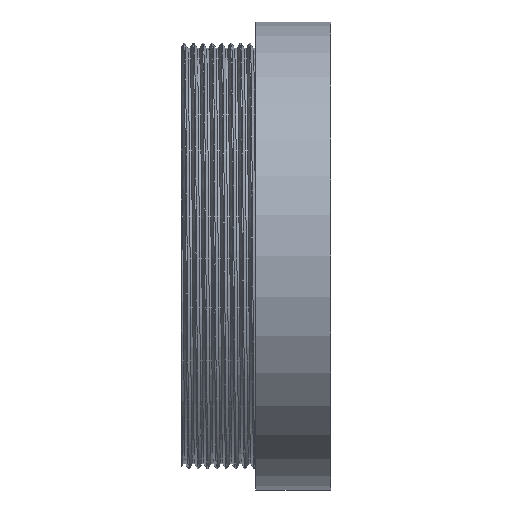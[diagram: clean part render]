
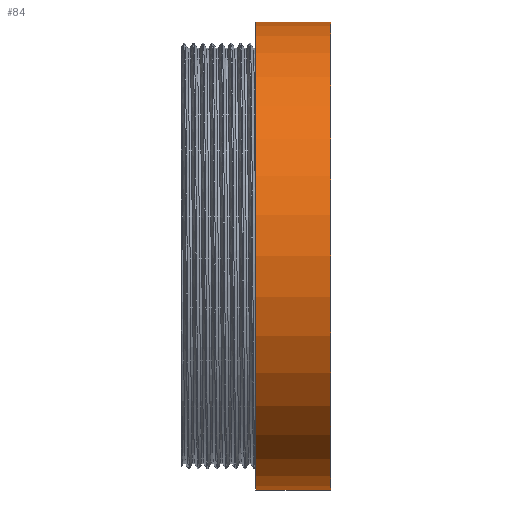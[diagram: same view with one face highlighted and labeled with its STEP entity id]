
A CAD part, front view. The second image highlights one B-rep face of the part: STEP entity #84.
In plain terms, the highlighted cylindrical face has radius 39.662 mm (diameter 79.324 mm), a partial arc.
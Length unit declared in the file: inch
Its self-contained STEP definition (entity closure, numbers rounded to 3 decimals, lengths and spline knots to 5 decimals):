
#84 = ADVANCED_FACE ( 'NONE', ( #189 ), #968, .T. ) ;
#184 = AXIS2_PLACEMENT_3D ( 'NONE', #2704, #1393, #2484 ) ;
#189 = FACE_OUTER_BOUND ( 'NONE', #2172, .T. ) ;
#424 = CARTESIAN_POINT ( 'NONE',  ( 0.995, 0., 0. ) ) ;
#443 = EDGE_CURVE ( 'NONE', #451, #1333, #619, .T. ) ;
#451 = VERTEX_POINT ( 'NONE', #671 ) ;
#459 = CIRCLE ( 'NONE', #184, 1.5615 ) ;
#619 = LINE ( 'NONE', #2399, #2180 ) ;
#627 = CARTESIAN_POINT ( 'NONE',  ( 0.495, 0., -1.5615 ) ) ;
#671 = CARTESIAN_POINT ( 'NONE',  ( 0.995, 0., 1.5615 ) ) ;
#681 = AXIS2_PLACEMENT_3D ( 'NONE', #3296, #704, #1720 ) ;
#704 = DIRECTION ( 'NONE',  ( -1., 0., 0. ) ) ;
#956 = VERTEX_POINT ( 'NONE', #2081 ) ;
#968 = CYLINDRICAL_SURFACE ( 'NONE', #681, 1.5615 ) ;
#1247 = VERTEX_POINT ( 'NONE', #627 ) ;
#1249 = CARTESIAN_POINT ( 'NONE',  ( 0.495, 0., 1.5615 ) ) ;
#1333 = VERTEX_POINT ( 'NONE', #1249 ) ;
#1393 = DIRECTION ( 'NONE',  ( -1., 0., 0. ) ) ;
#1398 = ORIENTED_EDGE ( 'NONE', *, *, #2392, .F. ) ;
#1580 = CARTESIAN_POINT ( 'NONE',  ( 0., 0., -1.5615 ) ) ;
#1690 = ORIENTED_EDGE ( 'NONE', *, *, #1900, .T. ) ;
#1720 = DIRECTION ( 'NONE',  ( 0., 0., 1. ) ) ;
#1794 = ORIENTED_EDGE ( 'NONE', *, *, #443, .T. ) ;
#1900 = EDGE_CURVE ( 'NONE', #956, #451, #3069, .T. ) ;
#2081 = CARTESIAN_POINT ( 'NONE',  ( 0.995, 0., -1.5615 ) ) ;
#2100 = DIRECTION ( 'NONE',  ( -1., 0., 0. ) ) ;
#2172 = EDGE_LOOP ( 'NONE', ( #1398, #1690, #1794, #3148 ) ) ;
#2173 = DIRECTION ( 'NONE',  ( -1., 0., 0. ) ) ;
#2180 = VECTOR ( 'NONE', #2173, 39.37008 ) ;
#2392 = EDGE_CURVE ( 'NONE', #956, #1247, #3213, .T. ) ;
#2399 = CARTESIAN_POINT ( 'NONE',  ( 0., 0., 1.5615 ) ) ;
#2484 = DIRECTION ( 'NONE',  ( 0., 0., 1. ) ) ;
#2573 = VECTOR ( 'NONE', #2100, 39.37008 ) ;
#2704 = CARTESIAN_POINT ( 'NONE',  ( 0.495, 0., 0. ) ) ;
#2902 = EDGE_CURVE ( 'NONE', #1247, #1333, #459, .T. ) ;
#3013 = DIRECTION ( 'NONE',  ( -1., 0., 0. ) ) ;
#3069 = CIRCLE ( 'NONE', #3338, 1.5615 ) ;
#3148 = ORIENTED_EDGE ( 'NONE', *, *, #2902, .F. ) ;
#3213 = LINE ( 'NONE', #1580, #2573 ) ;
#3286 = DIRECTION ( 'NONE',  ( 0., 0., 1. ) ) ;
#3296 = CARTESIAN_POINT ( 'NONE',  ( 0., 0., 0. ) ) ;
#3338 = AXIS2_PLACEMENT_3D ( 'NONE', #424, #3013, #3286 ) ;
